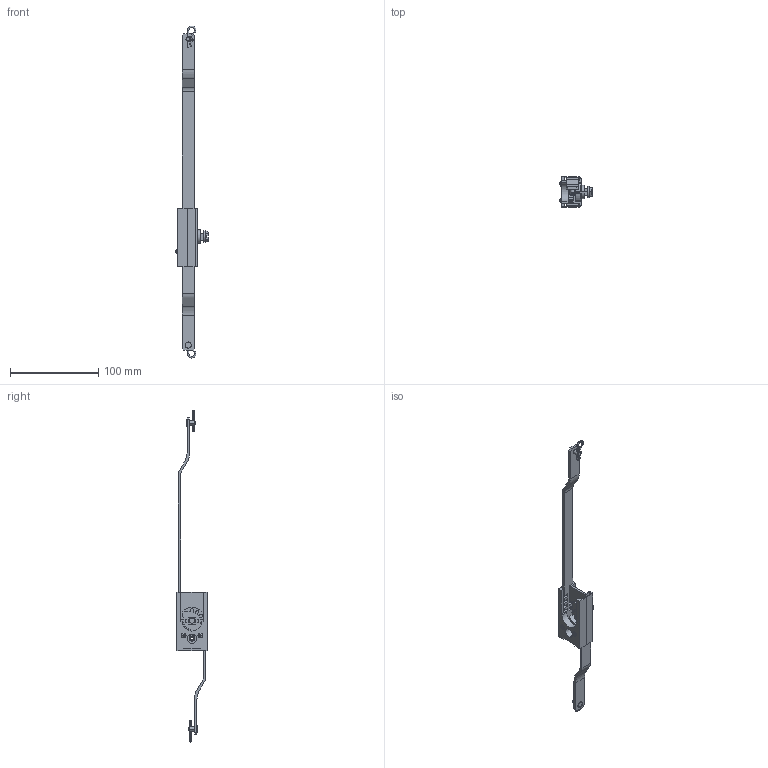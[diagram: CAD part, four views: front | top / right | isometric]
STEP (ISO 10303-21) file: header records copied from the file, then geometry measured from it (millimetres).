
FILE_DESCRIPTION (( 'STEP AP214' ), '1' );
FILE_NAME ('Southco-H3-61-55-33.step', '2018-12-25T04:04:51', ( '' ), ( '' ), 'SwSTEP 2.0', 'SolidWorks 2018', '' );
FILE_SCHEMA (( 'AUTOMOTIVE_DESIGN' ));
Length unit declared in the file: millimetre
Products named in the file (9): Southco-H3-61-55-33_IMPORTED1-18; Southco-H3-61-55-33_IMPORTED1-17; Southco-H3-61-55-33_IMPORTED1-13; Southco-H3-61-55-33_IMPORTED1-15; Southco-H3-61-55-33; Southco-H3-61-55-33_R2-3; Southco-H3-61-55-33_IMPORTED1-14; Southco-H3-61-55-33_IMPORTED1-16; Southco-H3-61-55-33_IMPORTED1-12
Assembly tree (8 placements, depth 2):
  Southco-H3-61-55-33
    Southco-H3-61-55-33_IMPORTED1-12
    Southco-H3-61-55-33_R2-3
    Southco-H3-61-55-33_IMPORTED1-13
    Southco-H3-61-55-33_IMPORTED1-14
    Southco-H3-61-55-33_IMPORTED1-15
    Southco-H3-61-55-33_IMPORTED1-16
    Southco-H3-61-55-33_IMPORTED1-17
    Southco-H3-61-55-33_IMPORTED1-18
Bounding box: 36.5 x 34 x 375.3 mm (x, y, z)
Volume: 31948.6 mm3; surface area: 33020 mm2
Topology: 13 solids, 13 shells, 466 faces, 1248 edges, 797 vertices
Faces by surface type: plane 242, cylinder 116, bspline 42, torus 40, cone 18, sphere 8
Entity records: 16621 total; most frequent: CARTESIAN_POINT 4826, ORIENTED_EDGE 2436, DIRECTION 2307, EDGE_CURVE 1218, AXIS2_PLACEMENT_3D 797, VERTEX_POINT 791, LINE 713, VECTOR 713
